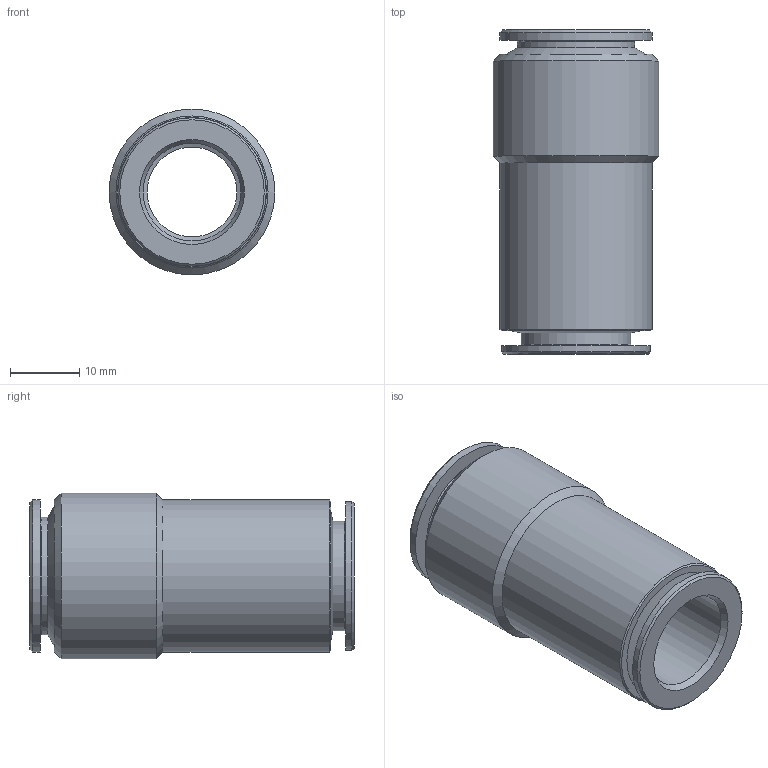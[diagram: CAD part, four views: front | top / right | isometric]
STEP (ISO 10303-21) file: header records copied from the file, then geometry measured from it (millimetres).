
FILE_DESCRIPTION(( 'MA.26.16.14.stp' ), '1');
FILE_NAME( 'MA.26.16.14.stp', '2021-03-01T15:18:35',( 'Sopra'),('sopra-pneumatic.com'), 'SwSTEP 2.0','SolidWorks 2009','' );
FILE_SCHEMA( ( 'AUTOMOTIVE_DESIGN { 1 0 10303 214 1 1 1 1 }' ) );
Length unit declared in the file: metre
Products named in the file (1): Rivoluzione1
Bounding box: 24 x 46.9 x 24 mm (x, y, z)
Volume: 9786.4 mm3; surface area: 6518.1 mm2
Topology: 1 solids, 1 shells, 29 faces, 58 edges, 35 vertices
Faces by surface type: cone 13, cylinder 10, plane 6
Full cylindrical faces by diameter (mm): 13 x1, 14.15 x1, 15.8 x1, 16.15 x1, 16.95 x1, 19.42 x1, 21.5 x1, 22 x2, 24 x1
Entity records: 836 total; most frequent: DIRECTION 118, CARTESIAN_POINT 88, AXIS2_PLACEMENT_3D 59, EDGE_LOOP 58, ORIENTED_EDGE 58, FACE_OUTER_BOUND 39, STYLED_ITEM 29, PRESENTATION_STYLE_ASSIGNMENT 29
